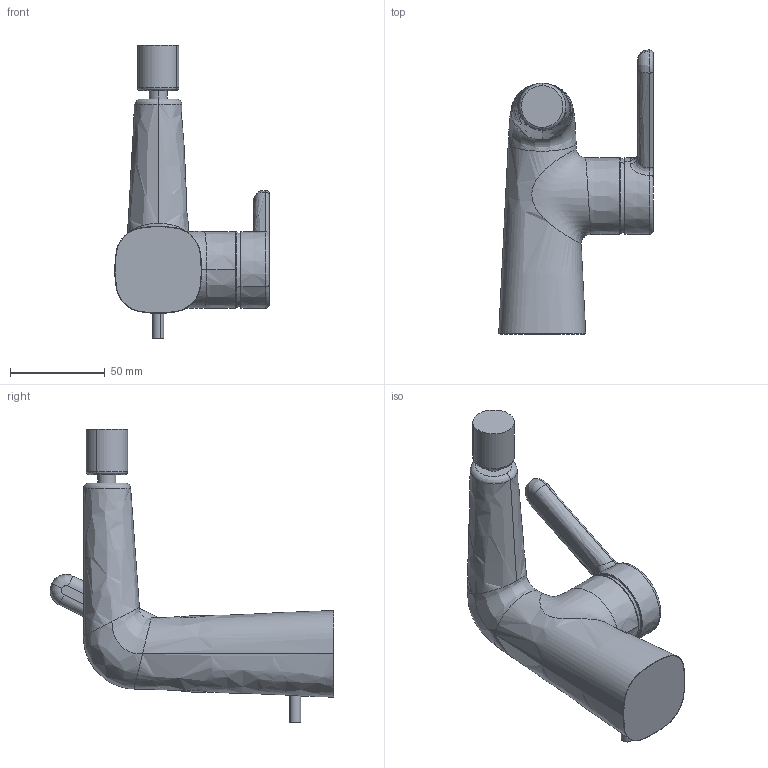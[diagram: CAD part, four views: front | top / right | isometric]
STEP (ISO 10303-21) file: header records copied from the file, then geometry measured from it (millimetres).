
FILE_DESCRIPTION (( 'STEP AP203' ), '1' );
FILE_NAME ('51983283.STEP', '2017-05-16T11:53:02', ( '' ), ( '' ), 'SwSTEP 2.0', 'SolidWorks 2016', '' );
FILE_SCHEMA (( 'CONFIG_CONTROL_DESIGN' ));
Length unit declared in the file: millimetre
Products named in the file (1): 51983283
Bounding box: 81.74 x 150.16 x 155.35 mm (x, y, z)
Volume: 291268.2 mm3; surface area: 42719.3 mm2
Topology: 5 solids, 5 shells, 75 faces, 160 edges, 95 vertices
Faces by surface type: bspline 29, plane 19, cylinder 14, torus 9, cone 2, sphere 2
Entity records: 11786 total; most frequent: CARTESIAN_POINT 10297, ORIENTED_EDGE 316, DIRECTION 242, EDGE_CURVE 158, AXIS2_PLACEMENT_3D 103, VERTEX_POINT 95, EDGE_LOOP 77, FACE_OUTER_BOUND 75
